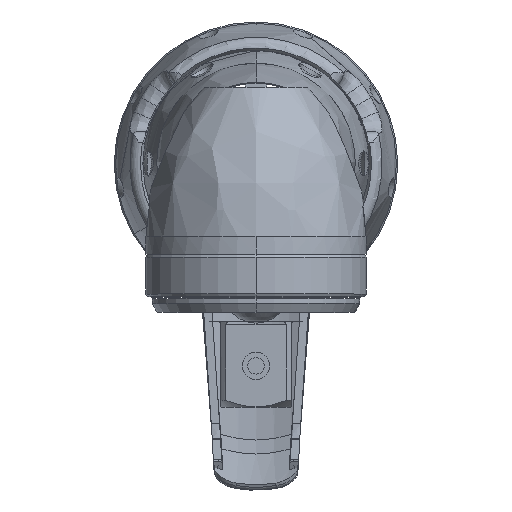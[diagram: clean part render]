
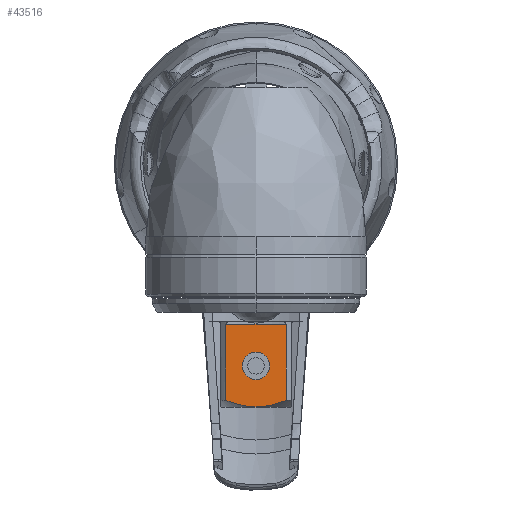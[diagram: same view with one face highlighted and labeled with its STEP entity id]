
A CAD part, top view. The second image highlights one B-rep face of the part: STEP entity #43516.
In plain terms, the highlighted planar face has unit normal (0, 0, 1).
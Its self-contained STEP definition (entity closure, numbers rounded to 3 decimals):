
#43074=CARTESIAN_POINT('',(0.,-37.,225.252));
#43075=DIRECTION('',(0.,0.,1.));
#43076=DIRECTION('',(-1.,0.,0.));
#43077=AXIS2_PLACEMENT_3D('',#43074,#43075,#43076);
#43079=CARTESIAN_POINT('',(0.,-37.,225.252));
#43080=DIRECTION('',(0.,0.,1.));
#43081=DIRECTION('',(1.,0.,0.));
#43082=AXIS2_PLACEMENT_3D('',#43079,#43080,#43081);
#43084=DIRECTION('',(0.,1.,0.));
#43085=VECTOR('',#43084,13.759);
#43086=CARTESIAN_POINT('',(5.47,-43.259,225.252));
#43087=LINE('',#43086,#43085);
#43088=CARTESIAN_POINT('',(5.47,-43.259,225.252));
#43089=CARTESIAN_POINT('',(5.117,-43.391,225.252));
#43090=CARTESIAN_POINT('',(4.436,-43.632,225.252));
#43091=CARTESIAN_POINT('',(3.503,-43.917,225.252));
#43092=CARTESIAN_POINT('',(2.616,-44.139,225.252));
#43093=CARTESIAN_POINT('',(1.745,-44.303,225.252));
#43094=CARTESIAN_POINT('',(0.875,-44.405,225.252));
#43095=CARTESIAN_POINT('',(0.292,-44.428,225.252));
#43096=CARTESIAN_POINT('',(0.,-44.428,225.252));
#43098=CARTESIAN_POINT('',(0.,-44.428,225.252));
#43099=CARTESIAN_POINT('',(-0.292,-44.428,225.252));
#43100=CARTESIAN_POINT('',(-0.876,-44.404,225.252));
#43101=CARTESIAN_POINT('',(-1.747,-44.302,225.252));
#43102=CARTESIAN_POINT('',(-2.618,-44.139,225.252));
#43103=CARTESIAN_POINT('',(-3.506,-43.916,225.252));
#43104=CARTESIAN_POINT('',(-4.438,-43.632,225.252));
#43105=CARTESIAN_POINT('',(-5.118,-43.391,225.252));
#43106=CARTESIAN_POINT('',(-5.47,-43.259,225.252));
#43108=DIRECTION('',(0.,1.,0.));
#43109=VECTOR('',#43108,13.759);
#43110=CARTESIAN_POINT('',(-5.47,-43.259,225.252));
#43111=LINE('',#43110,#43109);
#43112=DIRECTION('',(1.,0.,0.));
#43113=VECTOR('',#43112,10.94);
#43114=CARTESIAN_POINT('',(-5.47,-29.5,225.252));
#43115=LINE('',#43114,#43113);
#43134=CARTESIAN_POINT('',(5.47,-43.259,225.252));
#43136=VERTEX_POINT('',#43134);
#43151=CARTESIAN_POINT('',(-5.47,-43.259,225.252));
#43153=VERTEX_POINT('',#43151);
#43155=VERTEX_POINT('',#43098);
#43164=CARTESIAN_POINT('',(-2.5,-37.,225.252));
#43165=CARTESIAN_POINT('',(2.5,-37.,225.252));
#43166=VERTEX_POINT('',#43164);
#43167=VERTEX_POINT('',#43165);
#43182=CARTESIAN_POINT('',(5.47,-29.5,225.252));
#43183=VERTEX_POINT('',#43182);
#43190=CARTESIAN_POINT('',(-5.47,-29.5,225.252));
#43191=VERTEX_POINT('',#43190);
#43497=CARTESIAN_POINT('',(-5.47,-44.5,225.252));
#43498=DIRECTION('',(0.,0.,-1.));
#43499=DIRECTION('',(1.,0.,0.));
#43500=AXIS2_PLACEMENT_3D('',#43497,#43498,#43499);
#43501=PLANE('',#43500);
#43502=ORIENTED_EDGE('',*,*,#43244,.F.);
#43503=ORIENTED_EDGE('',*,*,#43438,.T.);
#43504=ORIENTED_EDGE('',*,*,#43386,.T.);
#43505=ORIENTED_EDGE('',*,*,#43305,.T.);
#43507=ORIENTED_EDGE('',*,*,#43506,.T.);
#43508=EDGE_LOOP('',(#43502,#43503,#43504,#43505,#43507));
#43509=FACE_OUTER_BOUND('',#43508,.F.);
#43511=ORIENTED_EDGE('',*,*,#43510,.T.);
#43513=ORIENTED_EDGE('',*,*,#43512,.T.);
#43514=EDGE_LOOP('',(#43511,#43513));
#43515=FACE_BOUND('',#43514,.F.);
#43516=ADVANCED_FACE('',(#43509,#43515),#43501,.F.);
#43078=CIRCLE('',#43077,2.5);
#43083=CIRCLE('',#43082,2.5);
#43097=B_SPLINE_CURVE_WITH_KNOTS('',3,(#43088,#43089,#43090,#43091,#43092,
#43093,#43094,#43095,#43096),.UNSPECIFIED.,.F.,.F.,(4,1,1,1,1,1,4),(0.,
0.167,0.333,0.5,0.667,0.833,
1.),.UNSPECIFIED.);
#43107=B_SPLINE_CURVE_WITH_KNOTS('',3,(#43098,#43099,#43100,#43101,#43102,
#43103,#43104,#43105,#43106),.UNSPECIFIED.,.F.,.F.,(4,1,1,1,1,1,4),(0.,
0.167,0.333,0.5,0.667,0.833,
1.),.UNSPECIFIED.);
#43244=EDGE_CURVE('',#43136,#43183,#43087,.T.);
#43305=EDGE_CURVE('',#43153,#43191,#43111,.T.);
#43386=EDGE_CURVE('',#43155,#43153,#43107,.T.);
#43438=EDGE_CURVE('',#43136,#43155,#43097,.T.);
#43506=EDGE_CURVE('',#43191,#43183,#43115,.T.);
#43510=EDGE_CURVE('',#43166,#43167,#43078,.T.);
#43512=EDGE_CURVE('',#43167,#43166,#43083,.T.);
